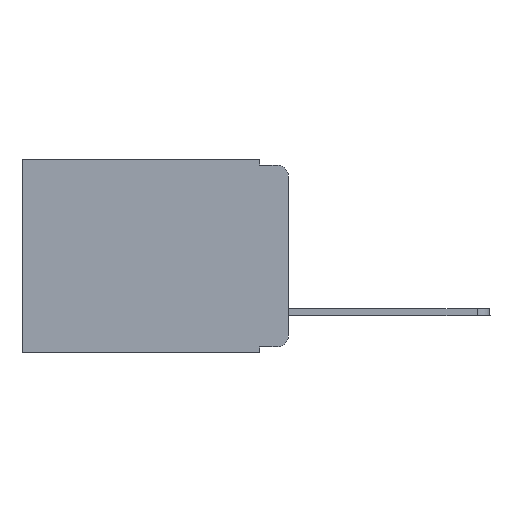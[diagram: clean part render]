
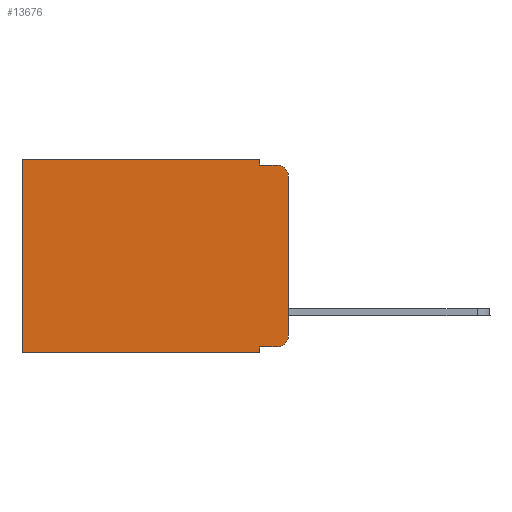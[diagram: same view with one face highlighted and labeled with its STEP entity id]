
A CAD part, left-side view. The second image highlights one B-rep face of the part: STEP entity #13676.
In plain terms, the highlighted planar face has unit normal (-1, 0, 0).
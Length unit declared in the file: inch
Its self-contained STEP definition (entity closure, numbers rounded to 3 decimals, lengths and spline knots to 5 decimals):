
#192 = CARTESIAN_POINT ( 'NONE',  ( 0.298, 0., 0. ) ) ;
#245 = EDGE_CURVE ( 'NONE', #4384, #1228, #4285, .T. ) ;
#560 = CARTESIAN_POINT ( 'NONE',  ( 0.298, 0., -0.343 ) ) ;
#736 = VECTOR ( 'NONE', #17893, 39.37008 ) ;
#767 = VECTOR ( 'NONE', #15888, 39.37008 ) ;
#938 = ORIENTED_EDGE ( 'NONE', *, *, #15318, .F. ) ;
#1061 = VERTEX_POINT ( 'NONE', #14953 ) ;
#1228 = VERTEX_POINT ( 'NONE', #15579 ) ;
#1409 = DIRECTION ( 'NONE',  ( 0., 0., -1. ) ) ;
#1464 = LINE ( 'NONE', #2452, #16265 ) ;
#1763 = DIRECTION ( 'NONE',  ( 1., 0., 0. ) ) ;
#1928 = ORIENTED_EDGE ( 'NONE', *, *, #4722, .F. ) ;
#1941 = DIRECTION ( 'NONE',  ( 0., 1., 0. ) ) ;
#2452 = CARTESIAN_POINT ( 'NONE',  ( 0.298, 0.473, 0. ) ) ;
#2814 = CARTESIAN_POINT ( 'NONE',  ( 0.298, 0., -0.313 ) ) ;
#2835 = ORIENTED_EDGE ( 'NONE', *, *, #16412, .T. ) ;
#2924 = CIRCLE ( 'NONE', #12281, 0.02 ) ;
#2956 = LINE ( 'NONE', #10364, #6407 ) ;
#3087 = AXIS2_PLACEMENT_3D ( 'NONE', #192, #1763, #11756 ) ;
#3375 = VECTOR ( 'NONE', #1941, 39.37008 ) ;
#3837 = ORIENTED_EDGE ( 'NONE', *, *, #7145, .T. ) ;
#3858 = VERTEX_POINT ( 'NONE', #4697 ) ;
#3901 = CARTESIAN_POINT ( 'NONE',  ( 0.298, 0.473, 0. ) ) ;
#4285 = LINE ( 'NONE', #560, #3375 ) ;
#4384 = VERTEX_POINT ( 'NONE', #6613 ) ;
#4437 = CARTESIAN_POINT ( 'NONE',  ( 0.298, 0.051, -0.01 ) ) ;
#4498 = EDGE_CURVE ( 'NONE', #12924, #1228, #1464, .T. ) ;
#4627 = LINE ( 'NONE', #17418, #767 ) ;
#4697 = CARTESIAN_POINT ( 'NONE',  ( 0.298, 0.051, 0. ) ) ;
#4722 = EDGE_CURVE ( 'NONE', #6155, #4384, #10111, .T. ) ;
#4728 = AXIS2_PLACEMENT_3D ( 'NONE', #7673, #13487, #9131 ) ;
#5031 = VERTEX_POINT ( 'NONE', #18300 ) ;
#5378 = ORIENTED_EDGE ( 'NONE', *, *, #9637, .F. ) ;
#5554 = DIRECTION ( 'NONE',  ( 0., 0., -1. ) ) ;
#5924 = DIRECTION ( 'NONE',  ( 0., -1., 0. ) ) ;
#6155 = VERTEX_POINT ( 'NONE', #6157 ) ;
#6157 = CARTESIAN_POINT ( 'NONE',  ( 0.298, 0.051, -0.333 ) ) ;
#6270 = CARTESIAN_POINT ( 'NONE',  ( 0.298, 0.051, -0.01 ) ) ;
#6407 = VECTOR ( 'NONE', #17866, 39.37008 ) ;
#6577 = VERTEX_POINT ( 'NONE', #6270 ) ;
#6613 = CARTESIAN_POINT ( 'NONE',  ( 0.298, 0.051, -0.343 ) ) ;
#6659 = VECTOR ( 'NONE', #5554, 39.37008 ) ;
#6814 = EDGE_LOOP ( 'NONE', ( #938, #12750, #5378, #13115, #3837, #11854, #6875, #1928, #2835, #13610 ) ) ;
#6875 = ORIENTED_EDGE ( 'NONE', *, *, #245, .F. ) ;
#7145 = EDGE_CURVE ( 'NONE', #3858, #12924, #2956, .T. ) ;
#7358 = CARTESIAN_POINT ( 'NONE',  ( 0.298, 0.051, -0.333 ) ) ;
#7376 = CARTESIAN_POINT ( 'NONE',  ( 0.298, 0.051, 0. ) ) ;
#7673 = CARTESIAN_POINT ( 'NONE',  ( 0.298, 0.02, -0.313 ) ) ;
#7821 = DIRECTION ( 'NONE',  ( 0., 0., -1. ) ) ;
#8068 = EDGE_CURVE ( 'NONE', #5031, #18490, #2924, .T. ) ;
#8666 = CARTESIAN_POINT ( 'NONE',  ( 0.298, 0.051, 0. ) ) ;
#9020 = EDGE_CURVE ( 'NONE', #1061, #12940, #12339, .T. ) ;
#9131 = DIRECTION ( 'NONE',  ( 0., 0., -1. ) ) ;
#9637 = EDGE_CURVE ( 'NONE', #6577, #18490, #11382, .T. ) ;
#10044 = VECTOR ( 'NONE', #5924, 39.37008 ) ;
#10111 = LINE ( 'NONE', #7376, #11465 ) ;
#10364 = CARTESIAN_POINT ( 'NONE',  ( 0.298, 0., 0. ) ) ;
#10474 = LINE ( 'NONE', #8666, #6659 ) ;
#11382 = LINE ( 'NONE', #4437, #10044 ) ;
#11465 = VECTOR ( 'NONE', #7821, 39.37008 ) ;
#11751 = CARTESIAN_POINT ( 'NONE',  ( 0.298, 0.02, -0.03 ) ) ;
#11756 = DIRECTION ( 'NONE',  ( 0., 0., -1. ) ) ;
#11854 = ORIENTED_EDGE ( 'NONE', *, *, #4498, .T. ) ;
#12281 = AXIS2_PLACEMENT_3D ( 'NONE', #11751, #16037, #1409 ) ;
#12339 = CIRCLE ( 'NONE', #4728, 0.02 ) ;
#12750 = ORIENTED_EDGE ( 'NONE', *, *, #8068, .T. ) ;
#12924 = VERTEX_POINT ( 'NONE', #3901 ) ;
#12940 = VERTEX_POINT ( 'NONE', #2814 ) ;
#13115 = ORIENTED_EDGE ( 'NONE', *, *, #16833, .F. ) ;
#13450 = LINE ( 'NONE', #7358, #736 ) ;
#13487 = DIRECTION ( 'NONE',  ( -1., 0., 0. ) ) ;
#13610 = ORIENTED_EDGE ( 'NONE', *, *, #9020, .T. ) ;
#13676 = ADVANCED_FACE ( 'NONE', ( #18519 ), #17613, .F. ) ;
#14953 = CARTESIAN_POINT ( 'NONE',  ( 0.298, 0.02, -0.333 ) ) ;
#15318 = EDGE_CURVE ( 'NONE', #5031, #12940, #4627, .T. ) ;
#15569 = CARTESIAN_POINT ( 'NONE',  ( 0.298, 0.02, -0.01 ) ) ;
#15579 = CARTESIAN_POINT ( 'NONE',  ( 0.298, 0.473, -0.343 ) ) ;
#15888 = DIRECTION ( 'NONE',  ( 0., 0., -1. ) ) ;
#16037 = DIRECTION ( 'NONE',  ( -1., 0., 0. ) ) ;
#16265 = VECTOR ( 'NONE', #18486, 39.37008 ) ;
#16412 = EDGE_CURVE ( 'NONE', #6155, #1061, #13450, .T. ) ;
#16833 = EDGE_CURVE ( 'NONE', #3858, #6577, #10474, .T. ) ;
#17418 = CARTESIAN_POINT ( 'NONE',  ( 0.298, 0., 0. ) ) ;
#17613 = PLANE ( 'NONE',  #3087 ) ;
#17866 = DIRECTION ( 'NONE',  ( 0., 1., 0. ) ) ;
#17893 = DIRECTION ( 'NONE',  ( 0., -1., 0. ) ) ;
#18300 = CARTESIAN_POINT ( 'NONE',  ( 0.298, 0., -0.03 ) ) ;
#18486 = DIRECTION ( 'NONE',  ( 0., 0., -1. ) ) ;
#18490 = VERTEX_POINT ( 'NONE', #15569 ) ;
#18519 = FACE_OUTER_BOUND ( 'NONE', #6814, .T. ) ;
